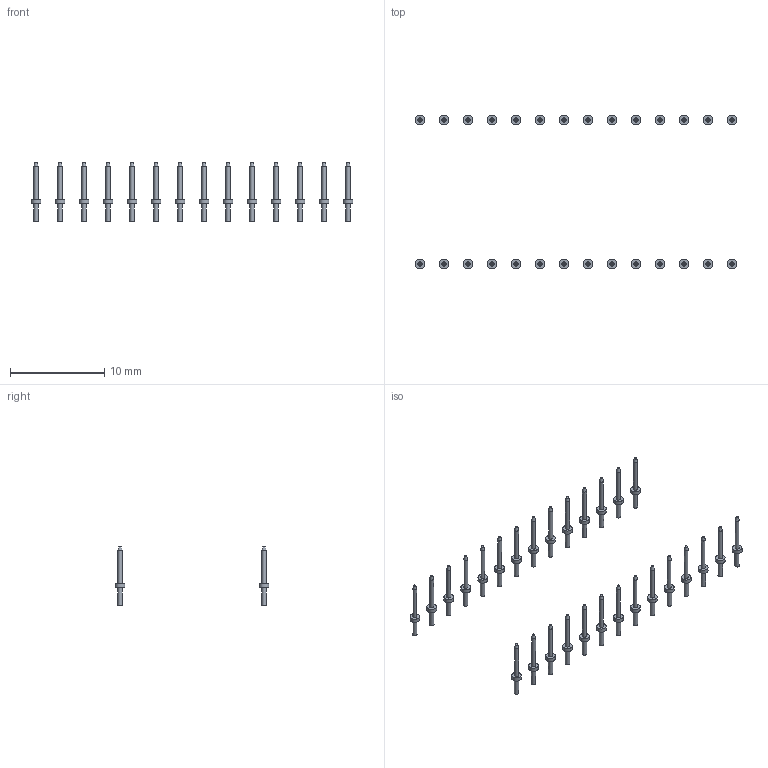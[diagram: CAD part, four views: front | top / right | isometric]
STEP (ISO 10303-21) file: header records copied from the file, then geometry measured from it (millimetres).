
FILE_DESCRIPTION(('FreeCAD Model'),'2;1');
FILE_NAME('Open CASCADE Shape Model','2022-09-06T06:33:01',(''),(''), 'Open CASCADE STEP processor 7.5','FreeCAD','Unknown');
FILE_SCHEMA(('AUTOMOTIVE_DESIGN { 1 0 10303 214 1 1 1 1 }'));
Length unit declared in the file: millimetre
Products named in the file (1): Group030
Bounding box: 34.04 x 16.26 x 6.3 mm (x, y, z)
Volume: 34.7 mm3; surface area: 308.5 mm2
Topology: 28 solids, 28 shells, 224 faces, 308 edges, 196 vertices
Faces by surface type: plane 112, cylinder 84, cone 28
Full cylindrical faces by diameter (mm): 0.432 x28, 0.483 x28, 1.016 x28
Entity records: 4975 total; most frequent: DIRECTION 954, CARTESIAN_POINT 729, ORIENTED_EDGE 616, AXIS2_PLACEMENT_3D 421, EDGE_CURVE 308, FACE_BOUND 280, EDGE_LOOP 280, ADVANCED_FACE 224
